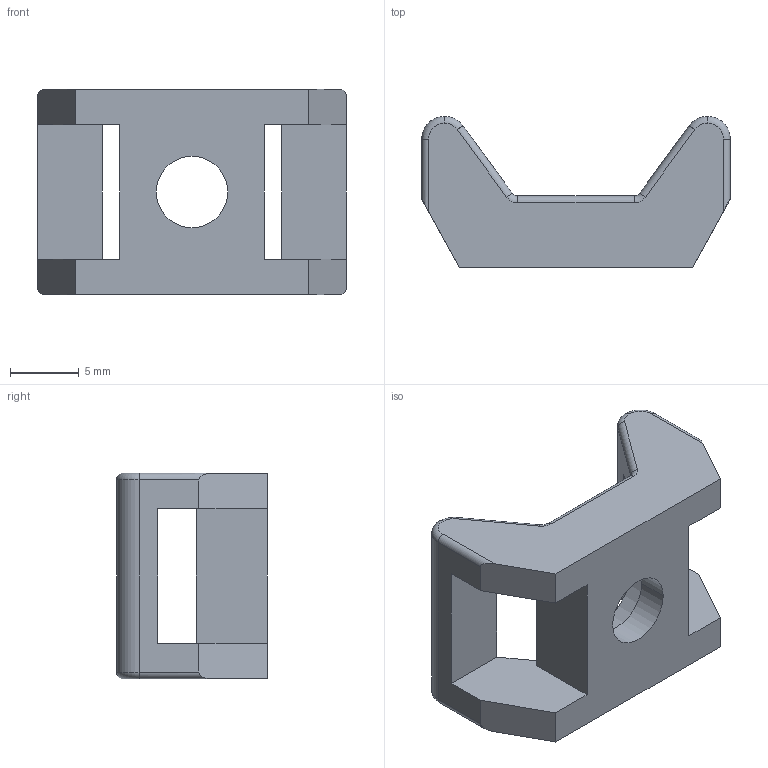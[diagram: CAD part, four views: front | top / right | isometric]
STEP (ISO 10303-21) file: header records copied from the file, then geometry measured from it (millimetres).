
FILE_DESCRIPTION (( 'STEP AP214' ), '1' );
FILE_NAME ('SNSD.30.51.95. Êëèïñà êàáåëü-êàíàëà óíèâåðñàëüíàÿ K-1(C12).STEP', '2015-01-15T13:23:11', ( 'XTreme.ws' ), ( 'XTreme.ws' ), 'SwSTEP 2.0', 'SolidWorks 2014', '' );
FILE_SCHEMA (( 'AUTOMOTIVE_DESIGN' ));
Length unit declared in the file: millimetre
Products named in the file (2): SNSD.30.51.95. Êëèïñà êàáåëü-êàíàëà óíèâåðñàëüíàÿ K-1(C12)
Bounding box: 22.5 x 11 x 15 mm (x, y, z)
Volume: 1255.6 mm3; surface area: 1456.1 mm2
Topology: 1 solids, 1 shells, 61 faces, 162 edges, 100 vertices
Faces by surface type: cylinder 26, plane 23, torus 12
Entity records: 1945 total; most frequent: DIRECTION 344, CARTESIAN_POINT 337, ORIENTED_EDGE 324, EDGE_CURVE 162, AXIS2_PLACEMENT_3D 123, VERTEX_POINT 100, VECTOR 98, LINE 98
